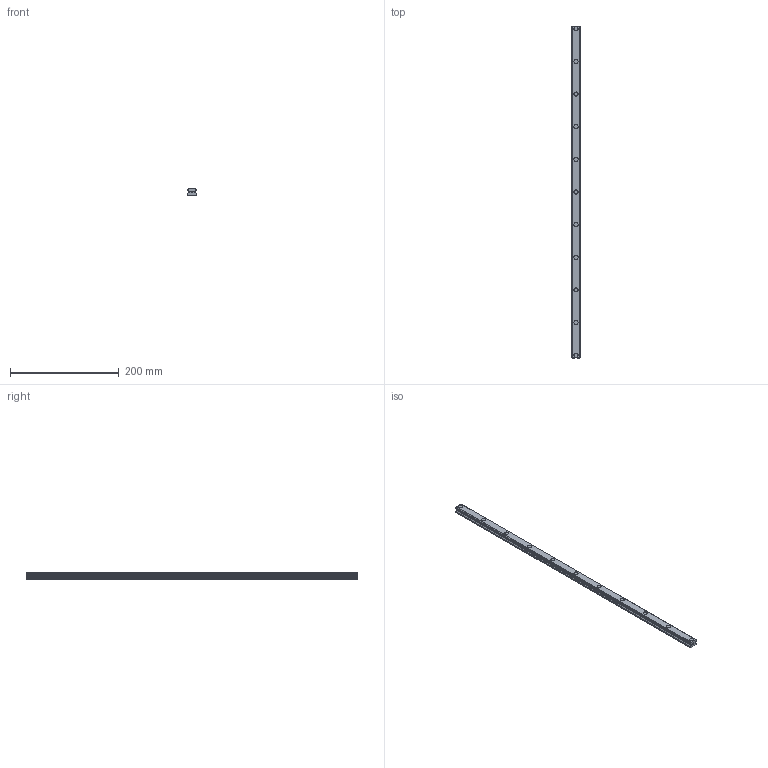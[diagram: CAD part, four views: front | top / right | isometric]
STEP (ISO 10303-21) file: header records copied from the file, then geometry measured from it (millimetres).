
FILE_DESCRIPTION(('STEP AP214'),'1');
FILE_NAME('cctmp_48037ACC-BC43-4375-B4C1-A91E71BE18D7_2021_02_03_11_57_36_0131..stp','2021-02-03T10:57:36',('HIWIN GmbH'),('CADClick - www.CADClick.com'),'Spatial InterOp 3D',' ','unknown authorization');
FILE_SCHEMA(('AUTOMOTIVE_DESIGN'));
Length unit declared in the file: millimetre
Products named in the file (1): EGR15U610C_FILE
Bounding box: 15 x 610 x 12.5 mm (x, y, z)
Volume: 96905.4 mm3; surface area: 37630.9 mm2
Topology: 1 solids, 1 shells, 213 faces, 555 edges, 370 vertices
Faces by surface type: plane 129, cylinder 84
Entity records: 8329 total; most frequent: DIRECTION 1195, CARTESIAN_POINT 1139, ORIENTED_EDGE 1110, EDGE_CURVE 555, AXIS2_PLACEMENT_3D 426, VERTEX_POINT 370, LINE 343, VECTOR 343
